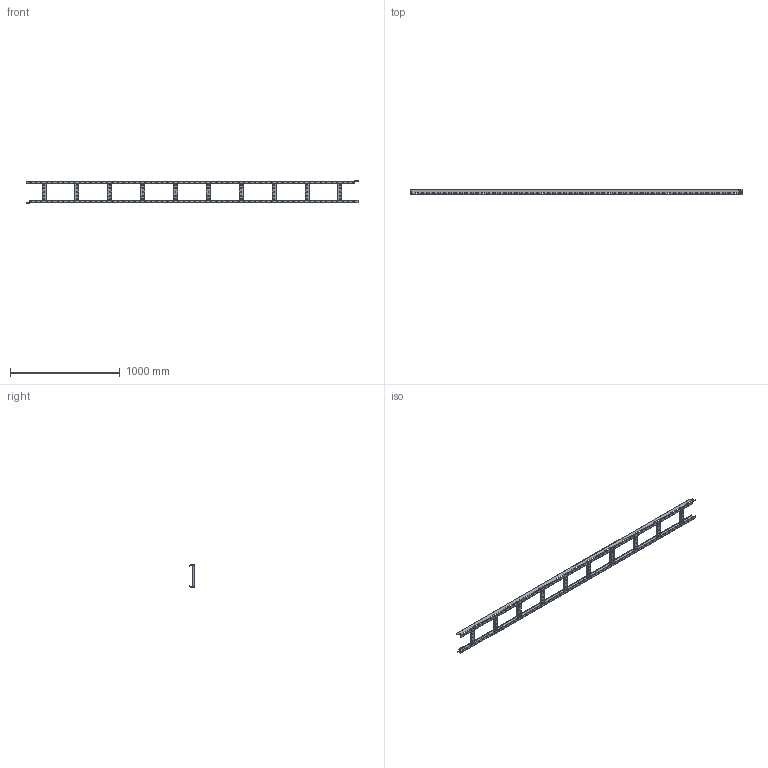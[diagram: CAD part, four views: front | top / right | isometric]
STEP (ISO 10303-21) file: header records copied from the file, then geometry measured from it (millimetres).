
FILE_DESCRIPTION (( 'STEP AP203' ), '1' );
FILE_NAME ('LLK1-050-200 Ëîòîê ëåñòíè÷íûé 50õ200õ3000, 1,2 ìì.STEP', '2016-02-11T12:05:16', ( '' ), ( '' ), 'SwSTEP 2.0', 'SolidWorks 2014', '' );
FILE_SCHEMA (( 'CONFIG_CONTROL_DESIGN' ));
Length unit declared in the file: millimetre
Products named in the file (1): LLK1-050-200 Ëîòîê ëåñòíè÷íûé 50õ200õ3000, 1,2 ìì
Bounding box: 3030 x 50 x 202.4 mm (x, y, z)
Volume: 744505.7 mm3; surface area: 1185677 mm2
Topology: 1 solids, 1 shells, 1294 faces, 3928 edges, 2618 vertices
Faces by surface type: plane 712, cylinder 582
Full cylindrical faces by diameter (mm): 6.5 x10
Entity records: 45467 total; most frequent: ORIENTED_EDGE 7836, CARTESIAN_POINT 7831, DIRECTION 7672, EDGE_CURVE 3918, LINE 2754, VECTOR 2754, VERTEX_POINT 2618, AXIS2_PLACEMENT_3D 2459
